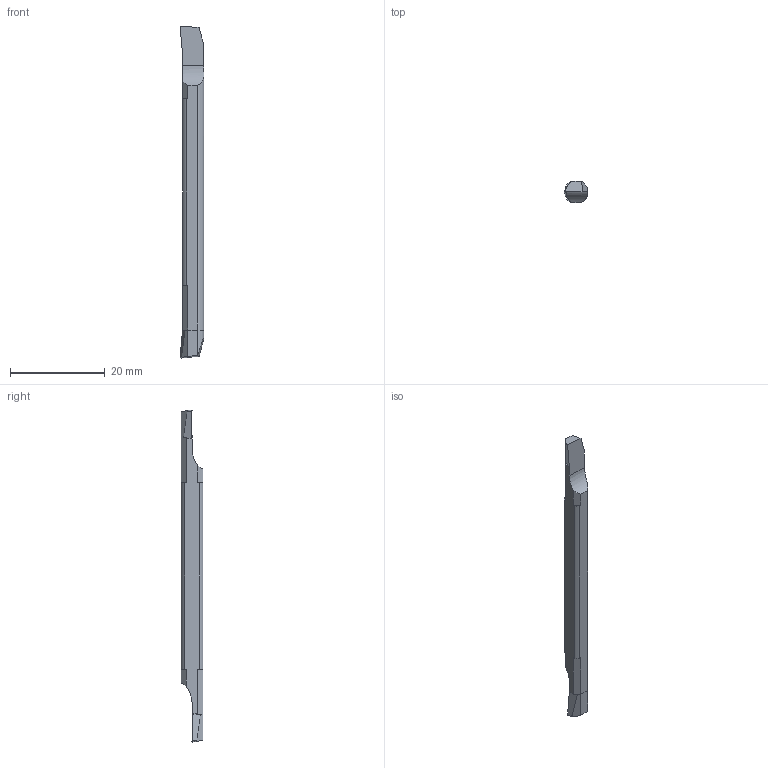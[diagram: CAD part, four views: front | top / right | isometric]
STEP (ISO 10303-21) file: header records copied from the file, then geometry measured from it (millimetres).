
FILE_DESCRIPTION(/* description */ (''),/* implementation_level */ '2;1');
FILE_NAME(/* name */ 'CB05RS-02B.stp',/* time_stamp */ '2023-08-02T11:53:50+09:00',/* author */ (''),/* organization */ (''),/* preprocessor_version */ 'ST-DEVELOPER v16',/* originating_system */ 'SIEMENS PLM Software NX 10.0',/* authorisation */ '');
FILE_SCHEMA (('AUTOMOTIVE_DESIGN { 1 0 10303 214 3 1 1 1 }'));
Length unit declared in the file: millimetre
Products named in the file (1): CB05RS-02B_ASM
Bounding box: 5 x 4.5 x 70 mm (x, y, z)
Volume: 1019.6 mm3; surface area: 1023.4 mm2
Topology: 2 solids, 2 shells, 37 faces, 106 edges, 80 vertices
Faces by surface type: plane 29, cylinder 6, extrusion 2
Entity records: 1406 total; most frequent: CARTESIAN_POINT 342, ORIENTED_EDGE 200, DIRECTION 196, EDGE_CURVE 100, VECTOR 86, LINE 84, VERTEX_POINT 67, AXIS2_PLACEMENT_3D 55
